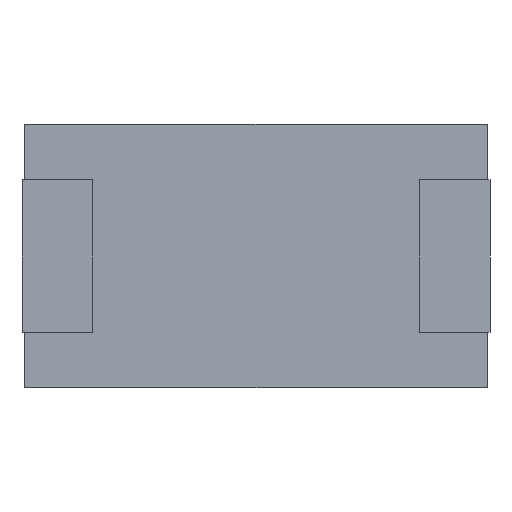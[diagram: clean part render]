
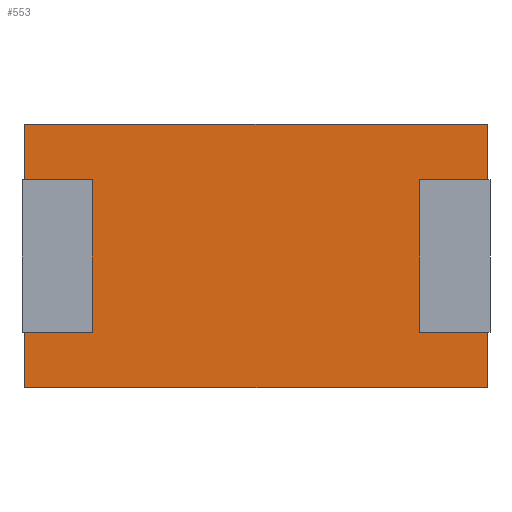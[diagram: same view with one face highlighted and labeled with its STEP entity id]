
A CAD part, front view. The second image highlights one B-rep face of the part: STEP entity #553.
In plain terms, the highlighted planar face has unit normal (0, -1, 0).
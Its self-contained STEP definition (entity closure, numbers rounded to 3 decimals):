
#1 = LINE ( 'NONE', #402, #215 ) ;
#12 = DIRECTION ( 'NONE',  ( 0., 0., -1. ) ) ;
#17 = VECTOR ( 'NONE', #584, 1000. ) ;
#18 = DIRECTION ( 'NONE',  ( 0., 0., -1. ) ) ;
#29 = CARTESIAN_POINT ( 'NONE',  ( 1.975, 0.1, -0.65 ) ) ;
#35 = AXIS2_PLACEMENT_3D ( 'NONE', #628, #518, #252 ) ;
#36 = ORIENTED_EDGE ( 'NONE', *, *, #611, .F. ) ;
#53 = VECTOR ( 'NONE', #362, 1000. ) ;
#54 = CARTESIAN_POINT ( 'NONE',  ( -1.975, 0.1, -1.125 ) ) ;
#55 = CARTESIAN_POINT ( 'NONE',  ( 1.975, 0.1, 0.65 ) ) ;
#58 = CARTESIAN_POINT ( 'NONE',  ( -2., 0.1, -0.65 ) ) ;
#66 = DIRECTION ( 'NONE',  ( 1., 0., 0. ) ) ;
#67 = CARTESIAN_POINT ( 'NONE',  ( 1.975, 0.1, 1.125 ) ) ;
#77 = VECTOR ( 'NONE', #12, 1000. ) ;
#94 = CARTESIAN_POINT ( 'NONE',  ( -2., 0.1, 0.65 ) ) ;
#96 = LINE ( 'NONE', #639, #556 ) ;
#100 = VERTEX_POINT ( 'NONE', #310 ) ;
#103 = PLANE ( 'NONE',  #35 ) ;
#106 = EDGE_LOOP ( 'NONE', ( #36, #469, #412, #342, #108, #367, #242, #149, #492, #343, #622, #227 ) ) ;
#108 = ORIENTED_EDGE ( 'NONE', *, *, #365, .F. ) ;
#112 = VECTOR ( 'NONE', #261, 1000. ) ;
#116 = DIRECTION ( 'NONE',  ( 1., 0., 0. ) ) ;
#124 = VECTOR ( 'NONE', #521, 1000. ) ;
#127 = DIRECTION ( 'NONE',  ( 0., 0., 1. ) ) ;
#129 = VERTEX_POINT ( 'NONE', #440 ) ;
#134 = LINE ( 'NONE', #94, #17 ) ;
#141 = VERTEX_POINT ( 'NONE', #254 ) ;
#149 = ORIENTED_EDGE ( 'NONE', *, *, #400, .T. ) ;
#169 = CARTESIAN_POINT ( 'NONE',  ( 1.975, 0.1, -1.125 ) ) ;
#170 = CARTESIAN_POINT ( 'NONE',  ( 1.4, 0.1, -0.65 ) ) ;
#178 = DIRECTION ( 'NONE',  ( 0., 0., -1. ) ) ;
#195 = LINE ( 'NONE', #571, #112 ) ;
#197 = DIRECTION ( 'NONE',  ( -1., 0., 0. ) ) ;
#210 = CARTESIAN_POINT ( 'NONE',  ( 1.975, 0.1, -1.125 ) ) ;
#215 = VECTOR ( 'NONE', #654, 1000. ) ;
#217 = CARTESIAN_POINT ( 'NONE',  ( -1.4, 0.1, 0.65 ) ) ;
#227 = ORIENTED_EDGE ( 'NONE', *, *, #508, .F. ) ;
#235 = LINE ( 'NONE', #54, #124 ) ;
#238 = VERTEX_POINT ( 'NONE', #67 ) ;
#239 = EDGE_CURVE ( 'NONE', #665, #100, #564, .T. ) ;
#242 = ORIENTED_EDGE ( 'NONE', *, *, #345, .F. ) ;
#248 = VECTOR ( 'NONE', #197, 1000. ) ;
#252 = DIRECTION ( 'NONE',  ( 0., 0., -1. ) ) ;
#254 = CARTESIAN_POINT ( 'NONE',  ( -1.975, 0.1, -1.125 ) ) ;
#255 = CARTESIAN_POINT ( 'NONE',  ( -1.975, 0.1, 0.65 ) ) ;
#261 = DIRECTION ( 'NONE',  ( -1., 0., 0. ) ) ;
#263 = VECTOR ( 'NONE', #127, 1000. ) ;
#270 = CARTESIAN_POINT ( 'NONE',  ( 2., 0.1, 0.65 ) ) ;
#274 = LINE ( 'NONE', #623, #53 ) ;
#291 = VERTEX_POINT ( 'NONE', #29 ) ;
#295 = VECTOR ( 'NONE', #66, 1000. ) ;
#310 = CARTESIAN_POINT ( 'NONE',  ( -1.4, 0.1, -0.65 ) ) ;
#311 = VECTOR ( 'NONE', #178, 1000. ) ;
#315 = VERTEX_POINT ( 'NONE', #169 ) ;
#320 = EDGE_CURVE ( 'NONE', #631, #445, #448, .T. ) ;
#342 = ORIENTED_EDGE ( 'NONE', *, *, #644, .T. ) ;
#343 = ORIENTED_EDGE ( 'NONE', *, *, #437, .T. ) ;
#345 = EDGE_CURVE ( 'NONE', #450, #567, #1, .T. ) ;
#362 = DIRECTION ( 'NONE',  ( -1., 0., 0. ) ) ;
#365 = EDGE_CURVE ( 'NONE', #238, #576, #527, .T. ) ;
#367 = ORIENTED_EDGE ( 'NONE', *, *, #625, .F. ) ;
#400 = EDGE_CURVE ( 'NONE', #450, #665, #134, .T. ) ;
#402 = CARTESIAN_POINT ( 'NONE',  ( -1.975, 0.1, -1.125 ) ) ;
#412 = ORIENTED_EDGE ( 'NONE', *, *, #320, .T. ) ;
#414 = EDGE_CURVE ( 'NONE', #141, #129, #235, .T. ) ;
#426 = CARTESIAN_POINT ( 'NONE',  ( 1.4, 0.1, 0.65 ) ) ;
#437 = EDGE_CURVE ( 'NONE', #100, #129, #558, .T. ) ;
#440 = CARTESIAN_POINT ( 'NONE',  ( -1.975, 0.1, -0.65 ) ) ;
#445 = VERTEX_POINT ( 'NONE', #426 ) ;
#448 = LINE ( 'NONE', #642, #263 ) ;
#449 = LINE ( 'NONE', #270, #295 ) ;
#450 = VERTEX_POINT ( 'NONE', #255 ) ;
#455 = EDGE_CURVE ( 'NONE', #291, #631, #195, .T. ) ;
#469 = ORIENTED_EDGE ( 'NONE', *, *, #455, .T. ) ;
#483 = VECTOR ( 'NONE', #18, 1000. ) ;
#492 = ORIENTED_EDGE ( 'NONE', *, *, #239, .T. ) ;
#502 = LINE ( 'NONE', #210, #77 ) ;
#508 = EDGE_CURVE ( 'NONE', #315, #141, #274, .T. ) ;
#518 = DIRECTION ( 'NONE',  ( 0., -1., 0. ) ) ;
#521 = DIRECTION ( 'NONE',  ( 0., 0., 1. ) ) ;
#527 = LINE ( 'NONE', #557, #311 ) ;
#528 = FACE_OUTER_BOUND ( 'NONE', #106, .T. ) ;
#543 = CARTESIAN_POINT ( 'NONE',  ( -1.4, 0.1, -0.65 ) ) ;
#553 = ADVANCED_FACE ( 'NONE', ( #528 ), #103, .T. ) ;
#556 = VECTOR ( 'NONE', #116, 1000. ) ;
#557 = CARTESIAN_POINT ( 'NONE',  ( 1.975, 0.1, -1.125 ) ) ;
#558 = LINE ( 'NONE', #58, #248 ) ;
#559 = CARTESIAN_POINT ( 'NONE',  ( -1.975, 0.1, 1.125 ) ) ;
#564 = LINE ( 'NONE', #543, #483 ) ;
#567 = VERTEX_POINT ( 'NONE', #559 ) ;
#571 = CARTESIAN_POINT ( 'NONE',  ( 0., 0.1, -0.65 ) ) ;
#576 = VERTEX_POINT ( 'NONE', #55 ) ;
#584 = DIRECTION ( 'NONE',  ( 1., 0., 0. ) ) ;
#611 = EDGE_CURVE ( 'NONE', #291, #315, #502, .T. ) ;
#622 = ORIENTED_EDGE ( 'NONE', *, *, #414, .F. ) ;
#623 = CARTESIAN_POINT ( 'NONE',  ( 1.975, 0.1, -1.125 ) ) ;
#625 = EDGE_CURVE ( 'NONE', #567, #238, #96, .T. ) ;
#628 = CARTESIAN_POINT ( 'NONE',  ( 0., 0.1, 0. ) ) ;
#631 = VERTEX_POINT ( 'NONE', #170 ) ;
#639 = CARTESIAN_POINT ( 'NONE',  ( 1.975, 0.1, 1.125 ) ) ;
#642 = CARTESIAN_POINT ( 'NONE',  ( 1.4, 0.1, -0.65 ) ) ;
#644 = EDGE_CURVE ( 'NONE', #445, #576, #449, .T. ) ;
#654 = DIRECTION ( 'NONE',  ( 0., 0., 1. ) ) ;
#665 = VERTEX_POINT ( 'NONE', #217 ) ;
